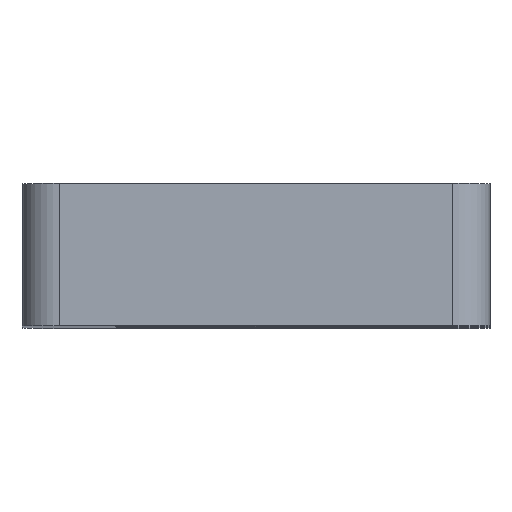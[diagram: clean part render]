
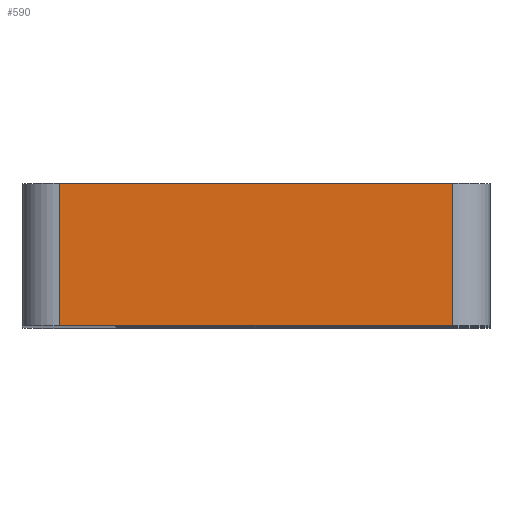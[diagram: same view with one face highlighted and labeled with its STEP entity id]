
A CAD part, top view. The second image highlights one B-rep face of the part: STEP entity #590.
In plain terms, the highlighted planar face has unit normal (0, 0, 1).
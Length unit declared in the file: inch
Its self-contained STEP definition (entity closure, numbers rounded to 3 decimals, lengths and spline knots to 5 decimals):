
#34=DIRECTION('',(1.,0.,0.));
#35=VECTOR('',#34,1.05);
#36=CARTESIAN_POINT('',(-0.28,0.38,3.85));
#37=LINE('',#36,#35);
#145=DIRECTION('',(-1.,0.,0.));
#146=VECTOR('',#145,1.05);
#147=CARTESIAN_POINT('',(0.77,0.,3.85));
#148=LINE('',#147,#146);
#187=DIRECTION('',(0.,-1.,0.));
#188=VECTOR('',#187,0.38);
#189=CARTESIAN_POINT('',(0.77,0.38,3.85));
#190=LINE('',#189,#188);
#191=DIRECTION('',(0.,1.,0.));
#192=VECTOR('',#191,0.38);
#193=CARTESIAN_POINT('',(-0.28,0.,3.85));
#194=LINE('',#193,#192);
#290=CARTESIAN_POINT('',(0.77,0.,3.85));
#292=VERTEX_POINT('',#290);
#293=CARTESIAN_POINT('',(0.77,0.38,3.85));
#294=VERTEX_POINT('',#293);
#298=CARTESIAN_POINT('',(-0.28,0.38,3.85));
#300=VERTEX_POINT('',#298);
#301=CARTESIAN_POINT('',(-0.28,0.,3.85));
#302=VERTEX_POINT('',#301);
#578=CARTESIAN_POINT('',(-0.38,0.13,3.85));
#579=DIRECTION('',(0.,0.,1.));
#580=DIRECTION('',(1.,0.,0.));
#581=AXIS2_PLACEMENT_3D('',#578,#579,#580);
#582=PLANE('',#581);
#583=ORIENTED_EDGE('',*,*,#571,.T.);
#584=ORIENTED_EDGE('',*,*,#480,.T.);
#586=ORIENTED_EDGE('',*,*,#585,.T.);
#587=ORIENTED_EDGE('',*,*,#382,.T.);
#588=EDGE_LOOP('',(#583,#584,#586,#587));
#589=FACE_OUTER_BOUND('',#588,.F.);
#590=ADVANCED_FACE('',(#589),#582,.T.);
#382=EDGE_CURVE('',#300,#294,#37,.T.);
#480=EDGE_CURVE('',#292,#302,#148,.T.);
#571=EDGE_CURVE('',#294,#292,#190,.T.);
#585=EDGE_CURVE('',#302,#300,#194,.T.);
